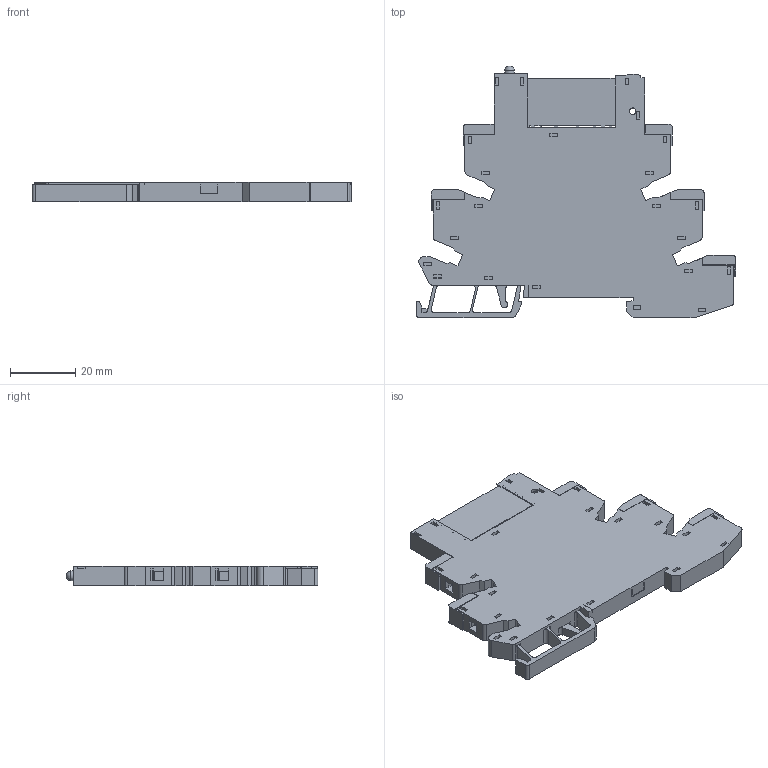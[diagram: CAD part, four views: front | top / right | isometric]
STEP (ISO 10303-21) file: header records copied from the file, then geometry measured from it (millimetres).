
FILE_DESCRIPTION(('STEP AP203'), '1');
FILE_NAME('rm1.51', '', ('UNSPECIFIED'), ('UNSPECIFIED'), 'C3D Converter', 'C3D Toolkit', '');
FILE_SCHEMA(('CONFIG_CONTROL_DESIGN'));
Length unit declared in the file: millimetre
Products named in the file (3): RM1.51; RP1.51; S1.01
Assembly tree (2 placements, depth 2):
  RM1.51
    RP1.51
    S1.01
Bounding box: 97.7 x 76.99 x 6.1 mm (x, y, z)
Volume: 16565.5 mm3; surface area: 30384.7 mm2
Topology: 2 solids, 12 shells, 2168 faces, 6402 edges, 4192 vertices
Faces by surface type: plane 1745, cylinder 383, bspline 25, cone 14, sphere 1
Full cylindrical faces by diameter (mm): 0.4 x2, 1 x4, 1.2 x2, 1.8 x10, 2 x10, 2.5 x5, 3 x8, 3.1 x5, 3.5 x5, 4 x5
Entity records: 109096 total; most frequent: CARTESIAN_POINT 34000, ORIENTED_EDGE 12620, DIRECTION 10963, EDGE_CURVE 6310, LINE 5355, VECTOR 5355, VERTEX_POINT 4172, AXIS2_PLACEMENT_3D 2804
